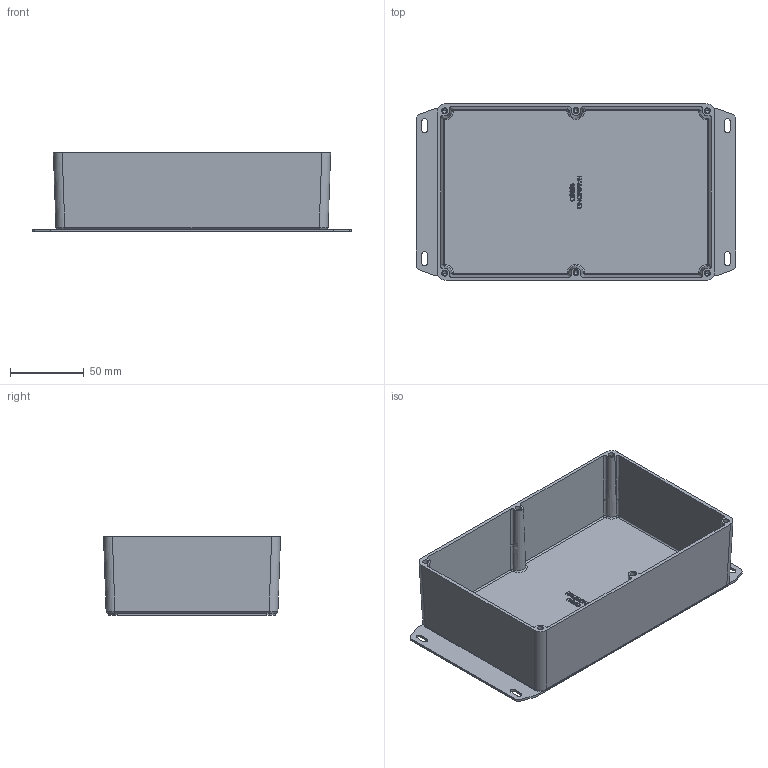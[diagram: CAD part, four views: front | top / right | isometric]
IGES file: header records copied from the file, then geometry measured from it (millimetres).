
Global section: file name: No Iges File Name specified; native system: Autodesk Inventor 2009; preprocessor: AutoDesk Inventor Iges Exporter R2009; author: trinas; date: 20090305.082807; units: inch
Bounding box: 216.64 x 120 x 53.5 mm (x, y, z)
Volume: 165301.6 mm3; surface area: 153266.1 mm2
Topology: 2 solids, 2 shells, 329 faces, 844 edges, 538 vertices
Faces by surface type: plane 149, bspline 140, revolution 26, cylinder 8, cone 6
